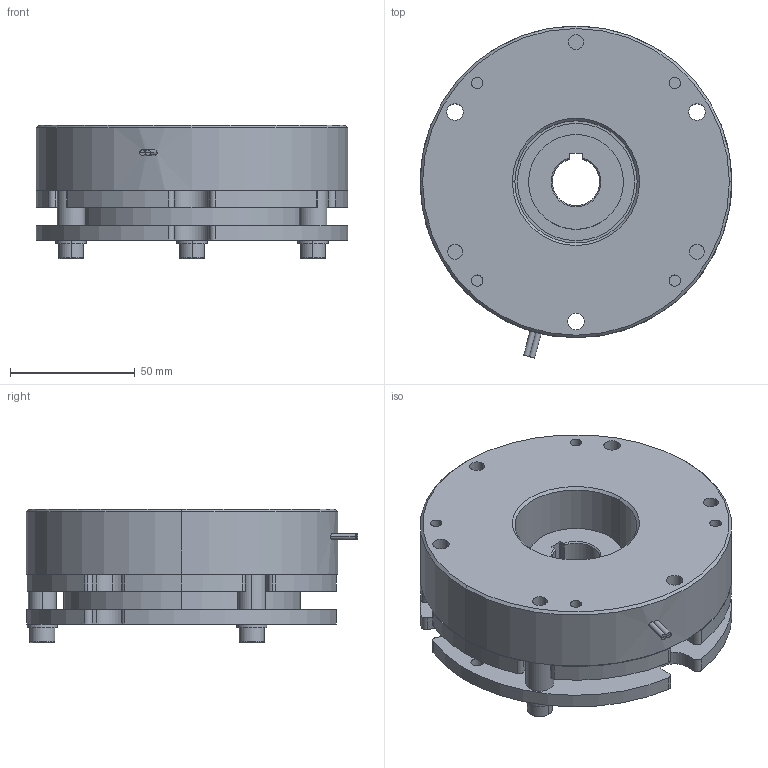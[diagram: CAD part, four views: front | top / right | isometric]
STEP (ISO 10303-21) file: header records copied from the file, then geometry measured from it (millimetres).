
FILE_DESCRIPTION (( 'STEP AP214' ), '1' );
FILE_NAME ('RNB 3G-N_23773900.STEP', '2018-07-30T04:20:01', ( ' ' ), ( '' ), 'SwSTEP 2.0', 'SolidWorks 2009', '' );
FILE_SCHEMA (( 'AUTOMOTIVE_DESIGN' ));
Length unit declared in the file: millimetre
Products named in the file (1): RNB 3G-N_23773900
Bounding box: 125 x 133.11 x 53.5 mm (x, y, z)
Volume: 446405.7 mm3; surface area: 88337.9 mm2
Topology: 1 solids, 1 shells, 223 faces, 578 edges, 366 vertices
Faces by surface type: cylinder 115, plane 82, cone 16, torus 10
Entity records: 9043 total; most frequent: DIRECTION 1292, CARTESIAN_POINT 1242, ORIENTED_EDGE 1136, EDGE_CURVE 568, AXIS2_PLACEMENT_3D 510, VERTEX_POINT 366, CIRCLE 286, EDGE_LOOP 274
